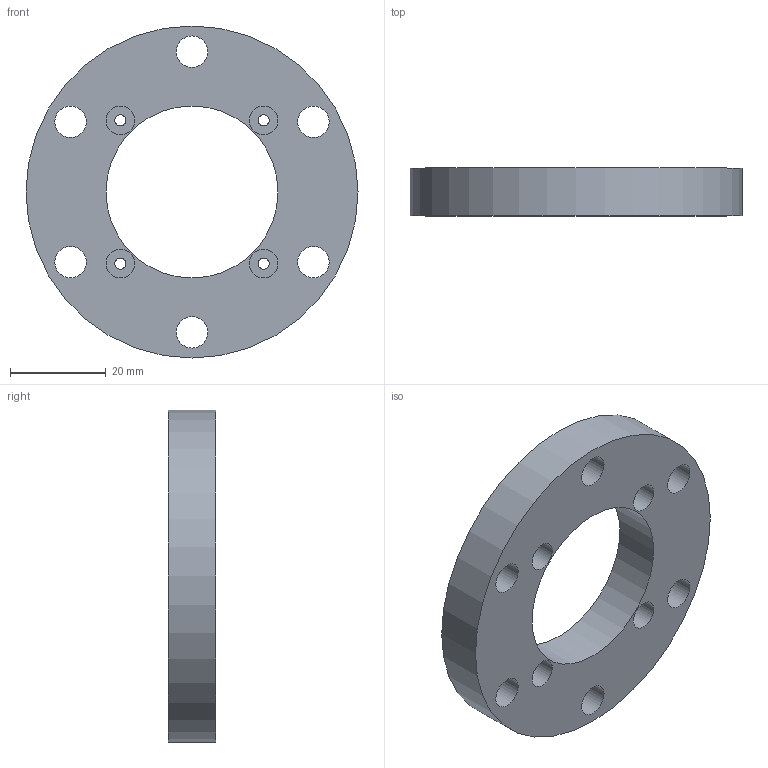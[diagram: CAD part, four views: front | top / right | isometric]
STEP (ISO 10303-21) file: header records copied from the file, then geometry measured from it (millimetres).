
FILE_DESCRIPTION(('FreeCAD Model'),'2;1');
FILE_NAME('Open CASCADE Shape Model','2022-03-18T12:39:37',('Author'),( ''),'Open CASCADE STEP processor 7.5','FreeCAD','Unknown');
FILE_SCHEMA(('AUTOMOTIVE_DESIGN { 1 0 10303 214 1 1 1 1 }'));
Length unit declared in the file: millimetre
Products named in the file (2): Maschera_30mm; Maschera_Flangia_30mm
Assembly tree (1 placements, depth 2):
  Maschera_30mm
    Maschera_Flangia_30mm
Bounding box: 69.5 x 10 x 69.5 mm (x, y, z)
Volume: 24861.5 mm3; surface area: 10281.2 mm2
Topology: 1 solids, 1 shells, 22 faces, 48 edges, 32 vertices
Faces by surface type: cylinder 16, plane 6
Full cylindrical faces by diameter (mm): 2.35 x4, 6 x4, 6.6 x6, 36 x1, 69.5 x1
Entity records: 708 total; most frequent: DIRECTION 128, CARTESIAN_POINT 104, ORIENTED_EDGE 96, AXIS2_PLACEMENT_3D 56, FACE_BOUND 48, EDGE_LOOP 48, EDGE_CURVE 48, VERTEX_POINT 32
